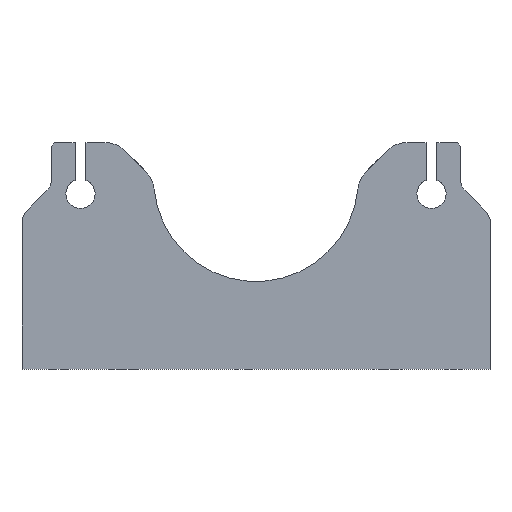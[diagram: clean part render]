
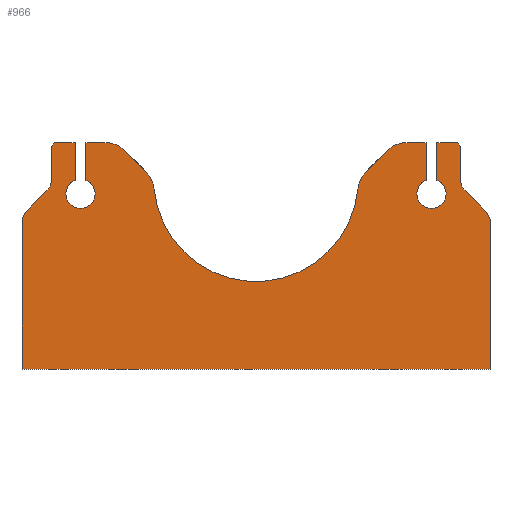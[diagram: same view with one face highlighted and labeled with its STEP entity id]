
A CAD part, top view. The second image highlights one B-rep face of the part: STEP entity #966.
In plain terms, the highlighted planar face has unit normal (0, 0, 1).
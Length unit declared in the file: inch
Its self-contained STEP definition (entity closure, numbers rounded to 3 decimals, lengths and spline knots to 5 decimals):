
#79=PLANE('',#1036);
#107=FACE_OUTER_BOUND('',#167,.T.);
#167=EDGE_LOOP('',(#695,#696,#697,#698,#699,#700,#701,#702,#703,#704,#705,
#706,#707,#708,#709,#710,#711,#712,#713,#714,#715,#716,#717,#718,#719,#720,
#721,#722,#723,#724));
#269=LINE('',#1448,#343);
#272=LINE('',#1458,#346);
#273=LINE('',#1460,#347);
#274=LINE('',#1464,#348);
#275=LINE('',#1466,#349);
#276=LINE('',#1468,#350);
#277=LINE('',#1470,#351);
#278=LINE('',#1474,#352);
#279=LINE('',#1476,#353);
#280=LINE('',#1478,#354);
#281=LINE('',#1480,#355);
#282=LINE('',#1482,#356);
#283=LINE('',#1484,#357);
#284=LINE('',#1486,#358);
#285=LINE('',#1490,#359);
#286=LINE('',#1492,#360);
#287=LINE('',#1494,#361);
#288=LINE('',#1496,#362);
#289=LINE('',#1500,#363);
#290=LINE('',#1502,#364);
#291=LINE('',#1506,#365);
#343=VECTOR('',#1152,0.3937);
#346=VECTOR('',#1161,0.3937);
#347=VECTOR('',#1162,0.3937);
#348=VECTOR('',#1165,0.3937);
#349=VECTOR('',#1166,0.3937);
#350=VECTOR('',#1167,0.3937);
#351=VECTOR('',#1168,0.3937);
#352=VECTOR('',#1171,0.3937);
#353=VECTOR('',#1172,0.3937);
#354=VECTOR('',#1173,0.3937);
#355=VECTOR('',#1174,0.3937);
#356=VECTOR('',#1175,0.3937);
#357=VECTOR('',#1176,0.3937);
#358=VECTOR('',#1177,0.3937);
#359=VECTOR('',#1180,0.3937);
#360=VECTOR('',#1181,0.3937);
#361=VECTOR('',#1182,0.3937);
#362=VECTOR('',#1183,0.3937);
#363=VECTOR('',#1186,0.3937);
#364=VECTOR('',#1187,0.3937);
#365=VECTOR('',#1190,0.3937);
#415=CIRCLE('',#1031,0.25);
#417=CIRCLE('',#1037,0.125);
#418=CIRCLE('',#1038,0.125);
#419=CIRCLE('',#1039,0.125);
#420=CIRCLE('',#1040,0.125);
#421=CIRCLE('',#1041,0.25);
#422=CIRCLE('',#1042,0.25);
#423=CIRCLE('',#1043,0.875);
#424=CIRCLE('',#1044,0.25);
#463=VERTEX_POINT('',#1438);
#464=VERTEX_POINT('',#1439);
#467=VERTEX_POINT('',#1447);
#471=VERTEX_POINT('',#1457);
#472=VERTEX_POINT('',#1459);
#473=VERTEX_POINT('',#1461);
#474=VERTEX_POINT('',#1463);
#475=VERTEX_POINT('',#1465);
#476=VERTEX_POINT('',#1467);
#477=VERTEX_POINT('',#1469);
#478=VERTEX_POINT('',#1471);
#479=VERTEX_POINT('',#1473);
#480=VERTEX_POINT('',#1475);
#481=VERTEX_POINT('',#1477);
#482=VERTEX_POINT('',#1479);
#483=VERTEX_POINT('',#1481);
#484=VERTEX_POINT('',#1483);
#485=VERTEX_POINT('',#1485);
#486=VERTEX_POINT('',#1487);
#487=VERTEX_POINT('',#1489);
#488=VERTEX_POINT('',#1491);
#489=VERTEX_POINT('',#1493);
#490=VERTEX_POINT('',#1495);
#491=VERTEX_POINT('',#1497);
#492=VERTEX_POINT('',#1499);
#493=VERTEX_POINT('',#1501);
#494=VERTEX_POINT('',#1503);
#495=VERTEX_POINT('',#1505);
#496=VERTEX_POINT('',#1507);
#497=VERTEX_POINT('',#1509);
#559=EDGE_CURVE('',#463,#464,#415,.T.);
#563=EDGE_CURVE('',#464,#467,#269,.T.);
#568=EDGE_CURVE('',#463,#471,#272,.T.);
#569=EDGE_CURVE('',#471,#472,#273,.T.);
#570=EDGE_CURVE('',#472,#473,#417,.T.);
#571=EDGE_CURVE('',#473,#474,#274,.T.);
#572=EDGE_CURVE('',#474,#475,#275,.T.);
#573=EDGE_CURVE('',#476,#475,#276,.T.);
#574=EDGE_CURVE('',#476,#477,#277,.T.);
#575=EDGE_CURVE('',#478,#477,#418,.T.);
#576=EDGE_CURVE('',#478,#479,#278,.T.);
#577=EDGE_CURVE('',#480,#479,#279,.T.);
#578=EDGE_CURVE('',#480,#481,#280,.T.);
#579=EDGE_CURVE('',#481,#482,#281,.T.);
#580=EDGE_CURVE('',#482,#483,#282,.T.);
#581=EDGE_CURVE('',#484,#483,#283,.T.);
#582=EDGE_CURVE('',#484,#485,#284,.T.);
#583=EDGE_CURVE('',#486,#485,#419,.T.);
#584=EDGE_CURVE('',#486,#487,#285,.T.);
#585=EDGE_CURVE('',#488,#487,#286,.T.);
#586=EDGE_CURVE('',#488,#489,#287,.T.);
#587=EDGE_CURVE('',#489,#490,#288,.T.);
#588=EDGE_CURVE('',#490,#491,#420,.T.);
#589=EDGE_CURVE('',#491,#492,#289,.T.);
#590=EDGE_CURVE('',#492,#493,#290,.T.);
#591=EDGE_CURVE('',#494,#493,#421,.T.);
#592=EDGE_CURVE('',#495,#494,#291,.T.);
#593=EDGE_CURVE('',#496,#495,#422,.T.);
#594=EDGE_CURVE('',#496,#497,#423,.T.);
#595=EDGE_CURVE('',#467,#497,#424,.T.);
#695=ORIENTED_EDGE('',*,*,#559,.F.);
#696=ORIENTED_EDGE('',*,*,#568,.T.);
#697=ORIENTED_EDGE('',*,*,#569,.T.);
#698=ORIENTED_EDGE('',*,*,#570,.T.);
#699=ORIENTED_EDGE('',*,*,#571,.T.);
#700=ORIENTED_EDGE('',*,*,#572,.T.);
#701=ORIENTED_EDGE('',*,*,#573,.F.);
#702=ORIENTED_EDGE('',*,*,#574,.T.);
#703=ORIENTED_EDGE('',*,*,#575,.F.);
#704=ORIENTED_EDGE('',*,*,#576,.T.);
#705=ORIENTED_EDGE('',*,*,#577,.F.);
#706=ORIENTED_EDGE('',*,*,#578,.T.);
#707=ORIENTED_EDGE('',*,*,#579,.T.);
#708=ORIENTED_EDGE('',*,*,#580,.T.);
#709=ORIENTED_EDGE('',*,*,#581,.F.);
#710=ORIENTED_EDGE('',*,*,#582,.T.);
#711=ORIENTED_EDGE('',*,*,#583,.F.);
#712=ORIENTED_EDGE('',*,*,#584,.T.);
#713=ORIENTED_EDGE('',*,*,#585,.F.);
#714=ORIENTED_EDGE('',*,*,#586,.T.);
#715=ORIENTED_EDGE('',*,*,#587,.T.);
#716=ORIENTED_EDGE('',*,*,#588,.T.);
#717=ORIENTED_EDGE('',*,*,#589,.T.);
#718=ORIENTED_EDGE('',*,*,#590,.T.);
#719=ORIENTED_EDGE('',*,*,#591,.F.);
#720=ORIENTED_EDGE('',*,*,#592,.F.);
#721=ORIENTED_EDGE('',*,*,#593,.F.);
#722=ORIENTED_EDGE('',*,*,#594,.T.);
#723=ORIENTED_EDGE('',*,*,#595,.F.);
#724=ORIENTED_EDGE('',*,*,#563,.F.);
#966=ADVANCED_FACE('',(#107),#79,.T.);
#1031=AXIS2_PLACEMENT_3D('',#1440,#1144,#1145);
#1036=AXIS2_PLACEMENT_3D('',#1456,#1159,#1160);
#1037=AXIS2_PLACEMENT_3D('',#1462,#1163,#1164);
#1038=AXIS2_PLACEMENT_3D('',#1472,#1169,#1170);
#1039=AXIS2_PLACEMENT_3D('',#1488,#1178,#1179);
#1040=AXIS2_PLACEMENT_3D('',#1498,#1184,#1185);
#1041=AXIS2_PLACEMENT_3D('',#1504,#1188,#1189);
#1042=AXIS2_PLACEMENT_3D('',#1508,#1191,#1192);
#1043=AXIS2_PLACEMENT_3D('',#1510,#1193,#1194);
#1044=AXIS2_PLACEMENT_3D('',#1511,#1195,#1196);
#1144=DIRECTION('center_axis',(0.,0.,-1.));
#1145=DIRECTION('ref_axis',(0.383,0.924,0.));
#1152=DIRECTION('',(0.707,-0.707,0.));
#1159=DIRECTION('center_axis',(0.,0.,1.));
#1160=DIRECTION('ref_axis',(1.,0.,0.));
#1161=DIRECTION('',(-1.,0.,0.));
#1162=DIRECTION('',(0.,-1.,0.));
#1163=DIRECTION('center_axis',(0.,0.,-1.));
#1164=DIRECTION('ref_axis',(1.,0.,0.));
#1165=DIRECTION('',(0.,1.,0.));
#1166=DIRECTION('',(-1.,0.,0.));
#1167=DIRECTION('',(0.707,0.707,0.));
#1168=DIRECTION('',(0.,-1.,0.));
#1169=DIRECTION('center_axis',(0.,0.,1.));
#1170=DIRECTION('ref_axis',(0.924,-0.383,0.));
#1171=DIRECTION('',(-0.707,-0.707,0.));
#1172=DIRECTION('',(0.383,0.924,0.));
#1173=DIRECTION('',(0.,-1.,0.));
#1174=DIRECTION('',(1.,0.,0.));
#1175=DIRECTION('',(0.,1.,0.));
#1176=DIRECTION('',(0.383,-0.924,0.));
#1177=DIRECTION('',(-0.707,0.707,0.));
#1178=DIRECTION('center_axis',(0.,0.,1.));
#1179=DIRECTION('ref_axis',(-0.924,-0.383,0.));
#1180=DIRECTION('',(0.,1.,0.));
#1181=DIRECTION('',(0.707,-0.707,0.));
#1182=DIRECTION('',(-1.,0.,0.));
#1183=DIRECTION('',(0.,-1.,0.));
#1184=DIRECTION('center_axis',(0.,0.,-1.));
#1185=DIRECTION('ref_axis',(1.,0.,0.));
#1186=DIRECTION('',(0.,1.,0.));
#1187=DIRECTION('',(-1.,0.,0.));
#1188=DIRECTION('center_axis',(0.,0.,-1.));
#1189=DIRECTION('ref_axis',(-0.383,0.924,0.));
#1190=DIRECTION('',(0.707,0.707,0.));
#1191=DIRECTION('center_axis',(0.,0.,-1.));
#1192=DIRECTION('ref_axis',(-0.904,0.427,0.));
#1193=DIRECTION('center_axis',(0.,0.,-1.));
#1194=DIRECTION('ref_axis',(-1.,0.,0.));
#1195=DIRECTION('center_axis',(0.,0.,-1.));
#1196=DIRECTION('ref_axis',(0.904,0.427,0.));
#1438=CARTESIAN_POINT('',(-1.29105,1.9375,0.375));
#1439=CARTESIAN_POINT('',(-1.11428,1.86428,0.375));
#1440=CARTESIAN_POINT('Origin',(-1.29105,1.6875,0.375));
#1447=CARTESIAN_POINT('',(-0.94295,1.69295,0.375));
#1448=CARTESIAN_POINT('',(-0.57031,1.32031,0.375));
#1456=CARTESIAN_POINT('Origin',(0.,0.96875,0.375));
#1457=CARTESIAN_POINT('',(-1.45313,1.9375,0.375));
#1458=CARTESIAN_POINT('',(2.,1.9375,0.375));
#1459=CARTESIAN_POINT('',(-1.45313,1.61588,0.375));
#1460=CARTESIAN_POINT('',(-1.45313,1.45313,0.375));
#1461=CARTESIAN_POINT('',(-1.54688,1.61588,0.375));
#1462=CARTESIAN_POINT('Origin',(-1.5,1.5,0.375));
#1463=CARTESIAN_POINT('',(-1.54688,1.9375,0.375));
#1464=CARTESIAN_POINT('',(-1.54688,1.23438,0.375));
#1465=CARTESIAN_POINT('',(-1.71875,1.9375,0.375));
#1466=CARTESIAN_POINT('',(2.,1.9375,0.375));
#1467=CARTESIAN_POINT('',(-1.75,1.90625,0.375));
#1468=CARTESIAN_POINT('',(-1.53906,2.11719,0.375));
#1469=CARTESIAN_POINT('',(-1.75,1.61428,0.375));
#1470=CARTESIAN_POINT('',(-1.75,1.45313,0.375));
#1471=CARTESIAN_POINT('',(-1.78661,1.52589,0.375));
#1472=CARTESIAN_POINT('Origin',(-1.875,1.61428,0.375));
#1473=CARTESIAN_POINT('',(-1.9779,1.3346,0.375));
#1474=CARTESIAN_POINT('',(-1.46094,1.85156,0.375));
#1475=CARTESIAN_POINT('',(-2.,1.28125,0.375));
#1476=CARTESIAN_POINT('',(-1.90327,1.51477,0.375));
#1477=CARTESIAN_POINT('',(-2.,0.,0.375));
#1478=CARTESIAN_POINT('',(-2.,1.9375,0.375));
#1479=CARTESIAN_POINT('',(2.,0.,0.375));
#1480=CARTESIAN_POINT('',(-2.,0.,0.375));
#1481=CARTESIAN_POINT('',(2.,1.28125,0.375));
#1482=CARTESIAN_POINT('',(2.,0.,0.375));
#1483=CARTESIAN_POINT('',(1.9779,1.3346,0.375));
#1484=CARTESIAN_POINT('',(1.90327,1.51477,0.375));
#1485=CARTESIAN_POINT('',(1.78661,1.52589,0.375));
#1486=CARTESIAN_POINT('',(1.58594,1.72656,0.375));
#1487=CARTESIAN_POINT('',(1.75,1.61428,0.375));
#1488=CARTESIAN_POINT('Origin',(1.875,1.61428,0.375));
#1489=CARTESIAN_POINT('',(1.75,1.90625,0.375));
#1490=CARTESIAN_POINT('',(1.75,1.26563,0.375));
#1491=CARTESIAN_POINT('',(1.71875,1.9375,0.375));
#1492=CARTESIAN_POINT('',(1.53906,2.11719,0.375));
#1493=CARTESIAN_POINT('',(1.54688,1.9375,0.375));
#1494=CARTESIAN_POINT('',(2.,1.9375,0.375));
#1495=CARTESIAN_POINT('',(1.54688,1.61588,0.375));
#1496=CARTESIAN_POINT('',(1.54688,1.45313,0.375));
#1497=CARTESIAN_POINT('',(1.45313,1.61588,0.375));
#1498=CARTESIAN_POINT('Origin',(1.5,1.5,0.375));
#1499=CARTESIAN_POINT('',(1.45313,1.9375,0.375));
#1500=CARTESIAN_POINT('',(1.45313,1.23438,0.375));
#1501=CARTESIAN_POINT('',(1.29105,1.9375,0.375));
#1502=CARTESIAN_POINT('',(2.,1.9375,0.375));
#1503=CARTESIAN_POINT('',(1.11428,1.86428,0.375));
#1504=CARTESIAN_POINT('Origin',(1.29105,1.6875,0.375));
#1505=CARTESIAN_POINT('',(0.94295,1.69295,0.375));
#1506=CARTESIAN_POINT('',(0.57031,1.32031,0.375));
#1507=CARTESIAN_POINT('',(0.8709,1.54035,0.375));
#1508=CARTESIAN_POINT('Origin',(1.11972,1.51617,0.375));
#1509=CARTESIAN_POINT('',(-0.8709,1.54035,0.375));
#1510=CARTESIAN_POINT('Origin',(0.,1.625,0.375));
#1511=CARTESIAN_POINT('Origin',(-1.11972,1.51617,0.375));
